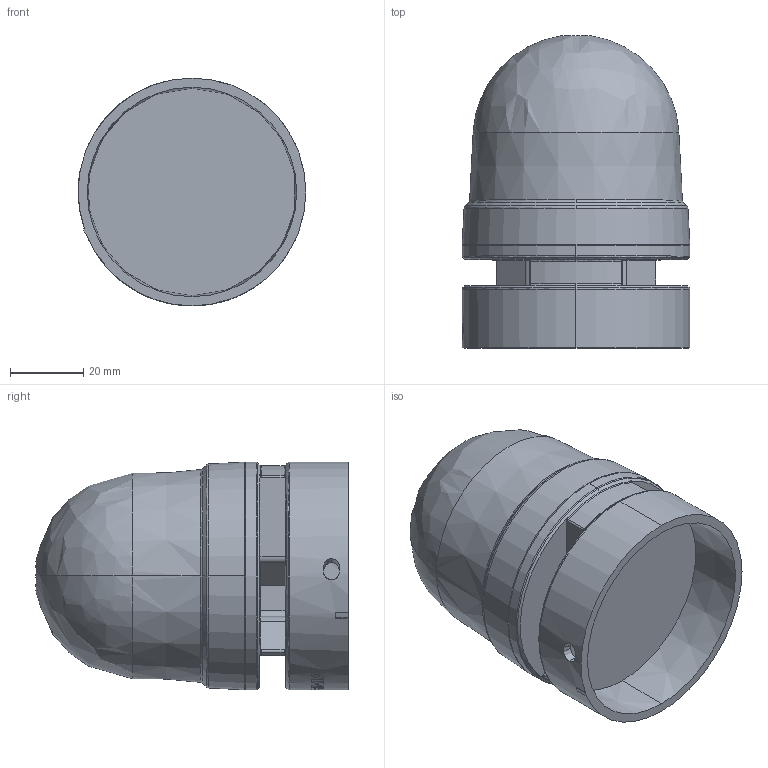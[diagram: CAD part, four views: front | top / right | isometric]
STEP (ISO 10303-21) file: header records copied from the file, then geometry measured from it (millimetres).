
FILE_DESCRIPTION (( 'STEP AP203' ), '1' );
FILE_NAME ('46051060.step', '2020-08-20T17:40:46', ( '' ), ( '' ), 'SwSTEP 2.0', 'SolidWorks 2019', '' );
FILE_SCHEMA (( 'CONFIG_CONTROL_DESIGN' ));
Length unit declared in the file: inch
Products named in the file (1): 46051060
Bounding box: 62 x 84.97 x 62.01 mm (x, y, z)
Volume: 156330.5 mm3; surface area: 26904.4 mm2
Topology: 1 solids, 1 shells, 277 faces, 730 edges, 466 vertices
Faces by surface type: bspline 125, plane 90, cylinder 41, cone 21
Entity records: 12493 total; most frequent: CARTESIAN_POINT 6391, ORIENTED_EDGE 1460, DIRECTION 938, EDGE_CURVE 730, VERTEX_POINT 466, AXIS2_PLACEMENT_3D 323, LINE 292, VECTOR 292
